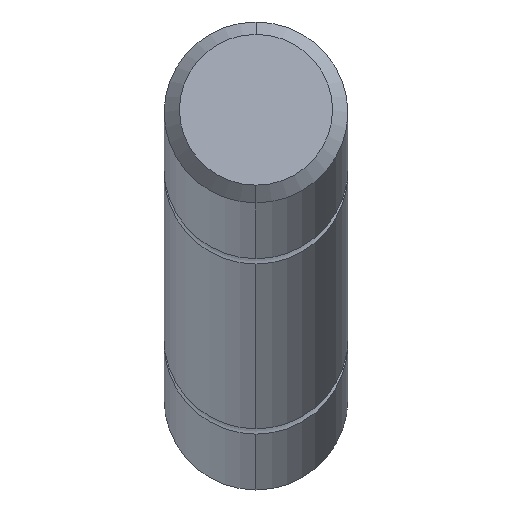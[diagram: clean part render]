
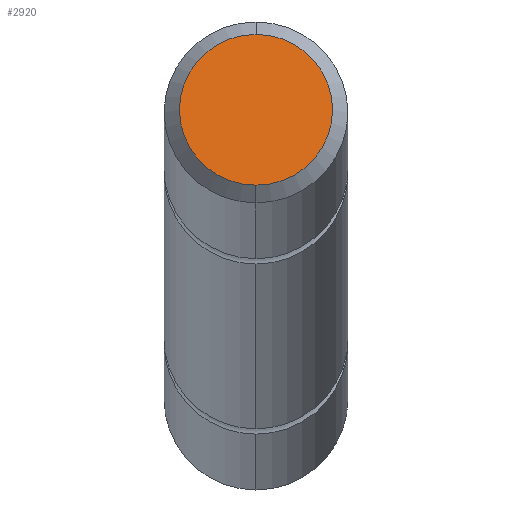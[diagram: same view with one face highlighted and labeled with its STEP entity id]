
A CAD part, front view. The second image highlights one B-rep face of the part: STEP entity #2920.
In plain terms, the highlighted planar face has unit normal (0, -0.985, 0.174).
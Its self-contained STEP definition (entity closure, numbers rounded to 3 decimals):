
#33 = CONICAL_SURFACE('',#34,2.75,0.785);
#34 = AXIS2_PLACEMENT_3D('',#35,#36,#37);
#35 = CARTESIAN_POINT('',(0.,-26.836,4.732));
#36 = DIRECTION('',(0.,0.985,-0.174));
#37 = DIRECTION('',(0.,0.174,0.985));
#102 = VERTEX_POINT('',#103);
#103 = CARTESIAN_POINT('',(-0.001,-27.516,
    2.313));
#139 = CONICAL_SURFACE('',#140,2.75,0.785);
#140 = AXIS2_PLACEMENT_3D('',#141,#142,#143);
#141 = CARTESIAN_POINT('',(0.,-26.836,4.732));
#142 = DIRECTION('',(0.,0.985,-0.174)
  );
#143 = DIRECTION('',(0.,0.174,0.985));
#173 = EDGE_CURVE('',#102,#174,#176,.T.);
#174 = VERTEX_POINT('',#175);
#175 = CARTESIAN_POINT('',(0.001,-26.648,
    7.237));
#176 = SURFACE_CURVE('',#177,(#182,#211),.PCURVE_S1.);
#177 = CIRCLE('',#178,2.5);
#178 = AXIS2_PLACEMENT_3D('',#179,#180,#181);
#179 = CARTESIAN_POINT('',(0.,-27.082,
    4.775));
#180 = DIRECTION('',(0.,0.985,-0.174)
  );
#181 = DIRECTION('',(0.,-0.174,-0.985
    ));
#182 = PCURVE('',#33,#183);
#183 = DEFINITIONAL_REPRESENTATION('',(#184),#210);
#184 = B_SPLINE_CURVE_WITH_KNOTS('',3,(#185,#186,#187,#188,#189,#190,
    #191,#192,#193,#194,#195,#196,#197,#198,#199,#200,#201,#202,#203,
    #204,#205,#206,#207,#208,#209),.UNSPECIFIED.,.F.,.F.,(4,1,1,1,1,1,1,
    1,1,1,1,1,1,1,1,1,1,1,1,1,1,1,4),(0.,0.143,0.286,
    0.428,0.571,0.714,0.857,
    1.,1.142,1.285,1.428,
    1.571,1.714,1.856,1.999,
    2.142,2.285,2.428,2.57,
    2.713,2.856,2.999,3.142),
  .QUASI_UNIFORM_KNOTS.);
#185 = CARTESIAN_POINT('',(3.142,-0.25));
#186 = CARTESIAN_POINT('',(3.189,-0.25));
#187 = CARTESIAN_POINT('',(3.284,-0.25));
#188 = CARTESIAN_POINT('',(3.427,-0.25));
#189 = CARTESIAN_POINT('',(3.57,-0.25));
#190 = CARTESIAN_POINT('',(3.713,-0.25));
#191 = CARTESIAN_POINT('',(3.856,-0.25));
#192 = CARTESIAN_POINT('',(3.998,-0.25));
#193 = CARTESIAN_POINT('',(4.141,-0.25));
#194 = CARTESIAN_POINT('',(4.284,-0.25));
#195 = CARTESIAN_POINT('',(4.427,-0.25));
#196 = CARTESIAN_POINT('',(4.57,-0.25));
#197 = CARTESIAN_POINT('',(4.712,-0.25));
#198 = CARTESIAN_POINT('',(4.855,-0.25));
#199 = CARTESIAN_POINT('',(4.998,-0.25));
#200 = CARTESIAN_POINT('',(5.141,-0.25));
#201 = CARTESIAN_POINT('',(5.284,-0.25));
#202 = CARTESIAN_POINT('',(5.426,-0.25));
#203 = CARTESIAN_POINT('',(5.569,-0.25));
#204 = CARTESIAN_POINT('',(5.712,-0.25));
#205 = CARTESIAN_POINT('',(5.855,-0.25));
#206 = CARTESIAN_POINT('',(5.998,-0.25));
#207 = CARTESIAN_POINT('',(6.14,-0.25));
#208 = CARTESIAN_POINT('',(6.236,-0.25));
#209 = CARTESIAN_POINT('',(6.283,-0.25));
#210 = ( GEOMETRIC_REPRESENTATION_CONTEXT(2) 
PARAMETRIC_REPRESENTATION_CONTEXT() REPRESENTATION_CONTEXT('2D SPACE',''
  ) );
#211 = PCURVE('',#212,#217);
#212 = PLANE('',#213);
#213 = AXIS2_PLACEMENT_3D('',#214,#215,#216);
#214 = CARTESIAN_POINT('',(-2.749,-26.605,
    7.484));
#215 = DIRECTION('',(0.,0.985,-0.174)
  );
#216 = DIRECTION('',(1.,0.,
    0.));
#217 = DEFINITIONAL_REPRESENTATION('',(#218),#222);
#218 = CIRCLE('',#219,2.5);
#219 = AXIS2_PLACEMENT_2D('',#220,#221);
#220 = CARTESIAN_POINT('',(2.75,2.75));
#221 = DIRECTION('',(0.,1.));
#222 = ( GEOMETRIC_REPRESENTATION_CONTEXT(2) 
PARAMETRIC_REPRESENTATION_CONTEXT() REPRESENTATION_CONTEXT('2D SPACE',''
  ) );
#292 = EDGE_CURVE('',#174,#102,#293,.T.);
#293 = SURFACE_CURVE('',#294,(#299,#328),.PCURVE_S1.);
#294 = CIRCLE('',#295,2.5);
#295 = AXIS2_PLACEMENT_3D('',#296,#297,#298);
#296 = CARTESIAN_POINT('',(0.,-27.082,
    4.775));
#297 = DIRECTION('',(0.,0.985,-0.174)
  );
#298 = DIRECTION('',(0.,0.174,0.985));
#299 = PCURVE('',#139,#300);
#300 = DEFINITIONAL_REPRESENTATION('',(#301),#327);
#301 = B_SPLINE_CURVE_WITH_KNOTS('',3,(#302,#303,#304,#305,#306,#307,
    #308,#309,#310,#311,#312,#313,#314,#315,#316,#317,#318,#319,#320,
    #321,#322,#323,#324,#325,#326),.UNSPECIFIED.,.F.,.F.,(4,1,1,1,1,1,1,
    1,1,1,1,1,1,1,1,1,1,1,1,1,1,1,4),(0.,0.143,0.286,
    0.428,0.571,0.714,0.857,
    1.,1.142,1.285,1.428,
    1.571,1.714,1.856,1.999,
    2.142,2.285,2.428,2.57,
    2.713,2.856,2.999,3.142),
  .QUASI_UNIFORM_KNOTS.);
#302 = CARTESIAN_POINT('',(0.,-0.25));
#303 = CARTESIAN_POINT('',(0.048,-0.25));
#304 = CARTESIAN_POINT('',(0.143,-0.25));
#305 = CARTESIAN_POINT('',(0.286,-0.25));
#306 = CARTESIAN_POINT('',(0.428,-0.25));
#307 = CARTESIAN_POINT('',(0.571,-0.25));
#308 = CARTESIAN_POINT('',(0.714,-0.25));
#309 = CARTESIAN_POINT('',(0.857,-0.25));
#310 = CARTESIAN_POINT('',(1.,-0.25));
#311 = CARTESIAN_POINT('',(1.142,-0.25));
#312 = CARTESIAN_POINT('',(1.285,-0.25));
#313 = CARTESIAN_POINT('',(1.428,-0.25));
#314 = CARTESIAN_POINT('',(1.571,-0.25));
#315 = CARTESIAN_POINT('',(1.714,-0.25));
#316 = CARTESIAN_POINT('',(1.856,-0.25));
#317 = CARTESIAN_POINT('',(1.999,-0.25));
#318 = CARTESIAN_POINT('',(2.142,-0.25));
#319 = CARTESIAN_POINT('',(2.285,-0.25));
#320 = CARTESIAN_POINT('',(2.428,-0.25));
#321 = CARTESIAN_POINT('',(2.57,-0.25));
#322 = CARTESIAN_POINT('',(2.713,-0.25));
#323 = CARTESIAN_POINT('',(2.856,-0.25));
#324 = CARTESIAN_POINT('',(2.999,-0.25));
#325 = CARTESIAN_POINT('',(3.094,-0.25));
#326 = CARTESIAN_POINT('',(3.142,-0.25));
#327 = ( GEOMETRIC_REPRESENTATION_CONTEXT(2) 
PARAMETRIC_REPRESENTATION_CONTEXT() REPRESENTATION_CONTEXT('2D SPACE',''
  ) );
#328 = PCURVE('',#212,#329);
#329 = DEFINITIONAL_REPRESENTATION('',(#330),#334);
#330 = CIRCLE('',#331,2.5);
#331 = AXIS2_PLACEMENT_2D('',#332,#333);
#332 = CARTESIAN_POINT('',(2.75,2.75));
#333 = DIRECTION('',(0.,-1.));
#334 = ( GEOMETRIC_REPRESENTATION_CONTEXT(2) 
PARAMETRIC_REPRESENTATION_CONTEXT() REPRESENTATION_CONTEXT('2D SPACE',''
  ) );
#2920 = ADVANCED_FACE('',(#2921),#212,.F.);
#2921 = FACE_BOUND('',#2922,.F.);
#2922 = EDGE_LOOP('',(#2923,#2924));
#2923 = ORIENTED_EDGE('',*,*,#173,.T.);
#2924 = ORIENTED_EDGE('',*,*,#292,.T.);
